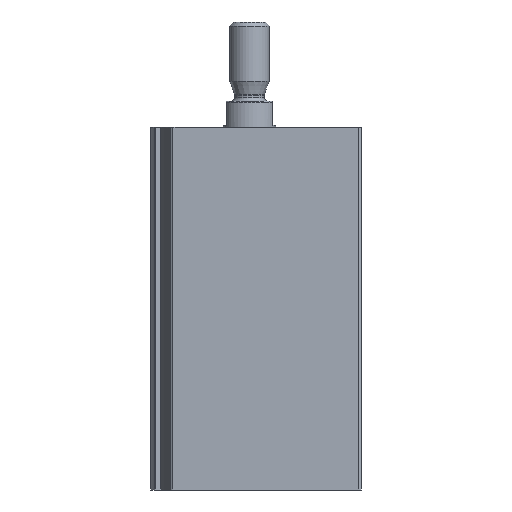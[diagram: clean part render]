
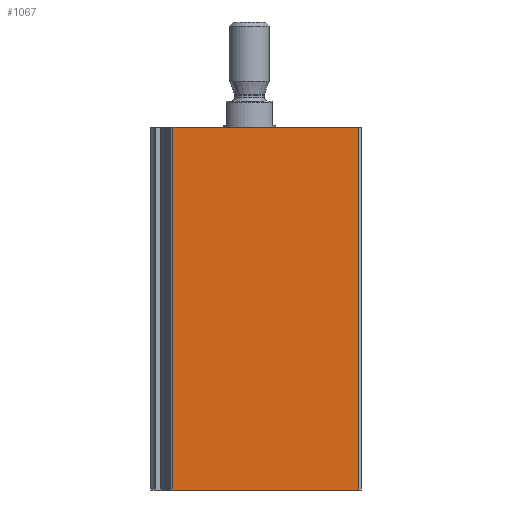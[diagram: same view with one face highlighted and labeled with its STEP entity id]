
A CAD part, left-side view. The second image highlights one B-rep face of the part: STEP entity #1067.
In plain terms, the highlighted planar face has unit normal (-1, 0, 0).
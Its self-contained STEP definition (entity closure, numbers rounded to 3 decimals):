
#42=PLANE('',#1165);
#71=LINE('',#1689,#137);
#72=LINE('',#1691,#138);
#73=LINE('',#1693,#139);
#74=LINE('',#1695,#140);
#137=VECTOR('',#1321,1000.);
#138=VECTOR('',#1324,1000.);
#139=VECTOR('',#1325,1000.);
#140=VECTOR('',#1326,1000.);
#206=ORIENTED_EDGE('',*,*,#502,.F.);
#207=ORIENTED_EDGE('',*,*,#501,.F.);
#208=ORIENTED_EDGE('',*,*,#503,.T.);
#209=ORIENTED_EDGE('',*,*,#504,.T.);
#501=EDGE_CURVE('',#649,#647,#71,.T.);
#502=EDGE_CURVE('',#647,#650,#72,.T.);
#503=EDGE_CURVE('',#649,#651,#73,.T.);
#504=EDGE_CURVE('',#651,#650,#74,.T.);
#647=VERTEX_POINT('',#1684);
#649=VERTEX_POINT('',#1688);
#650=VERTEX_POINT('',#1692);
#651=VERTEX_POINT('',#1694);
#833=EDGE_LOOP('',(#206,#207,#208,#209));
#933=FACE_BOUND('',#833,.T.);
#1067=ADVANCED_FACE('',(#933),#42,.T.);
#1165=AXIS2_PLACEMENT_3D('',#1690,#1322,#1323);
#1321=DIRECTION('',(0.,0.,1.));
#1322=DIRECTION('',(-1.,0.,0.));
#1323=DIRECTION('',(0.,0.,1.));
#1324=DIRECTION('',(0.,-1.,0.));
#1325=DIRECTION('',(0.,-1.,0.));
#1326=DIRECTION('',(0.,0.,1.));
#1684=CARTESIAN_POINT('',(-14.,11.593,0.));
#1688=CARTESIAN_POINT('',(-14.,11.593,-55.));
#1689=CARTESIAN_POINT('',(-14.,11.593,-55.));
#1690=CARTESIAN_POINT('',(-14.,11.593,-55.));
#1691=CARTESIAN_POINT('',(-14.,11.593,0.));
#1692=CARTESIAN_POINT('',(-14.,-16.6,0.));
#1693=CARTESIAN_POINT('',(-14.,11.593,-55.));
#1694=CARTESIAN_POINT('',(-14.,-16.6,-55.));
#1695=CARTESIAN_POINT('',(-14.,-16.6,-55.));
